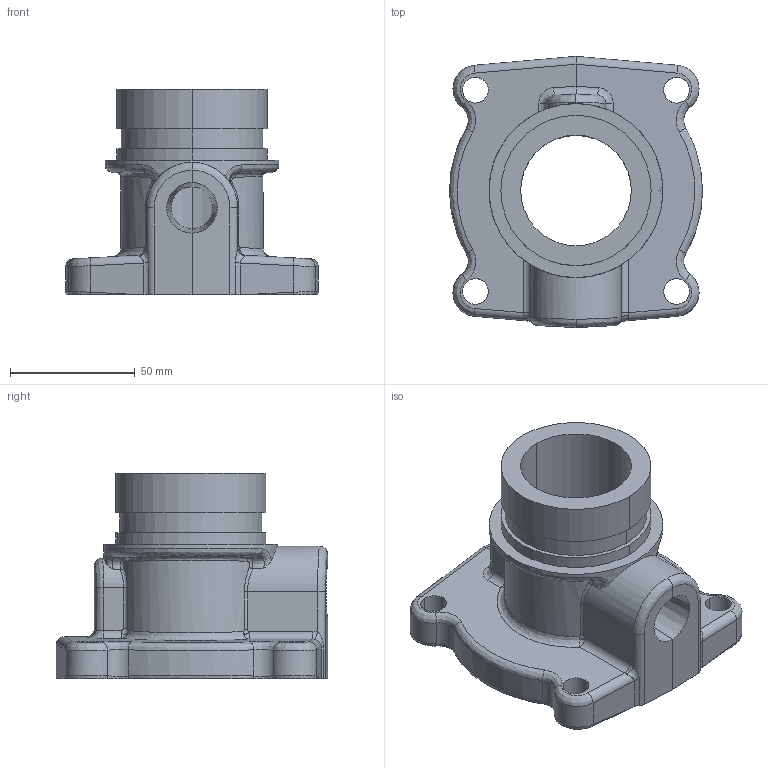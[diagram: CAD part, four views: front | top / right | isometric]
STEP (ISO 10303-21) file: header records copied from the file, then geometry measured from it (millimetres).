
FILE_DESCRIPTION((''),'2;1');
FILE_NAME('C20964_PRT','2006-03-17T',('work1'),(''),'PRO/ENGINEER BY PARAMETRIC TECHNOLOGY CORPORATION, 2005110','PRO/ENGINEER BY PARAMETRIC TECHNOLOGY CORPORATION, 2005110','');
FILE_SCHEMA(('CONFIG_CONTROL_DESIGN'));
Length unit declared in the file: inch
Products named in the file (1): C20964_PRT
Bounding box: 101.6 x 108.91 x 82.55 mm (x, y, z)
Volume: 235861.2 mm3; surface area: 52859.3 mm2
Topology: 1 solids, 1 shells, 145 faces, 349 edges, 207 vertices
Faces by surface type: bspline 58, cylinder 56, plane 22, sphere 4, extrusion 3, cone 2
Entity records: 7914 total; most frequent: CARTESIAN_POINT 4949, ORIENTED_EDGE 698, DIRECTION 472, EDGE_CURVE 349, VERTEX_POINT 207, AXIS2_PLACEMENT_3D 185, EDGE_LOOP 158, B_SPLINE_CURVE_WITH_KNOTS 152
